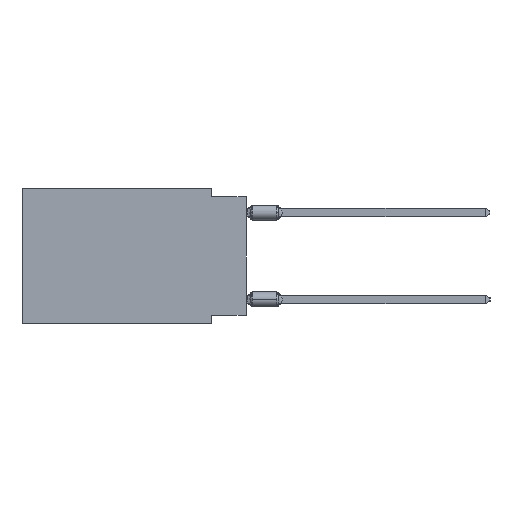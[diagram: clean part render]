
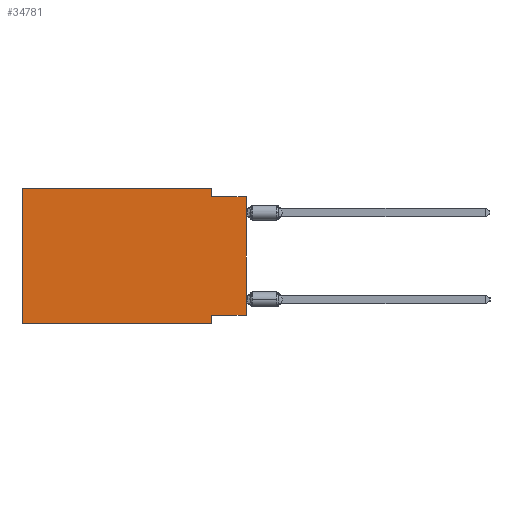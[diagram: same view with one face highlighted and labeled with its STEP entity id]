
A CAD part, left-side view. The second image highlights one B-rep face of the part: STEP entity #34781.
In plain terms, the highlighted planar face has unit normal (-1, 0, 0).
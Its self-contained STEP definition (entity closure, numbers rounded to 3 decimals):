
#1597 = DIRECTION ( 'NONE',  ( 0., 0., -1. ) ) ;
#1695 = EDGE_CURVE ( 'NONE', #12364, #4419, #21168, .T. ) ;
#2549 = VECTOR ( 'NONE', #26105, 1000. ) ;
#3954 = VECTOR ( 'NONE', #24554, 1000. ) ;
#4043 = CARTESIAN_POINT ( 'NONE',  ( 0., 16.383, 0. ) ) ;
#4376 = CARTESIAN_POINT ( 'NONE',  ( 0., 0., -0.635 ) ) ;
#4419 = VERTEX_POINT ( 'NONE', #25816 ) ;
#4615 = ORIENTED_EDGE ( 'NONE', *, *, #1695, .F. ) ;
#4813 = CARTESIAN_POINT ( 'NONE',  ( 0., 2.54, 0. ) ) ;
#4855 = VECTOR ( 'NONE', #27295, 1000. ) ;
#5907 = VECTOR ( 'NONE', #9462, 1000. ) ;
#5951 = DIRECTION ( 'NONE',  ( 0., 0., -1. ) ) ;
#6416 = EDGE_CURVE ( 'NONE', #22959, #9699, #10820, .T. ) ;
#6860 = DIRECTION ( 'NONE',  ( 0., 0., -1. ) ) ;
#6892 = CARTESIAN_POINT ( 'NONE',  ( 0., 0., -0.635 ) ) ;
#7689 = LINE ( 'NONE', #32479, #2549 ) ;
#8136 = CARTESIAN_POINT ( 'NONE',  ( 0., 0., 0. ) ) ;
#8171 = DIRECTION ( 'NONE',  ( 0., -1., 0. ) ) ;
#8865 = LINE ( 'NONE', #33270, #5907 ) ;
#9095 = EDGE_CURVE ( 'NONE', #27292, #4419, #7689, .T. ) ;
#9462 = DIRECTION ( 'NONE',  ( 0., -1., 0. ) ) ;
#9699 = VERTEX_POINT ( 'NONE', #30581 ) ;
#9714 = VECTOR ( 'NONE', #35923, 1000. ) ;
#10820 = LINE ( 'NONE', #4813, #39497 ) ;
#11223 = EDGE_CURVE ( 'NONE', #14702, #12364, #12937, .T. ) ;
#12364 = VERTEX_POINT ( 'NONE', #39570 ) ;
#12761 = VERTEX_POINT ( 'NONE', #32712 ) ;
#12878 = VERTEX_POINT ( 'NONE', #6892 ) ;
#12937 = LINE ( 'NONE', #21934, #3954 ) ;
#13655 = FACE_OUTER_BOUND ( 'NONE', #24728, .T. ) ;
#14702 = VERTEX_POINT ( 'NONE', #18026 ) ;
#15503 = EDGE_CURVE ( 'NONE', #27292, #12761, #36481, .T. ) ;
#16431 = ORIENTED_EDGE ( 'NONE', *, *, #11223, .F. ) ;
#17514 = AXIS2_PLACEMENT_3D ( 'NONE', #4043, #22266, #6860 ) ;
#17727 = ORIENTED_EDGE ( 'NONE', *, *, #9095, .T. ) ;
#17904 = CARTESIAN_POINT ( 'NONE',  ( 0., 2.54, 0. ) ) ;
#18026 = CARTESIAN_POINT ( 'NONE',  ( 0., 0., -9.271 ) ) ;
#18480 = CARTESIAN_POINT ( 'NONE',  ( 0., 16.383, 0. ) ) ;
#19735 = EDGE_CURVE ( 'NONE', #9699, #12878, #38191, .T. ) ;
#20034 = VECTOR ( 'NONE', #5951, 1000. ) ;
#20531 = LINE ( 'NONE', #8136, #9714 ) ;
#21168 = LINE ( 'NONE', #33365, #20034 ) ;
#21934 = CARTESIAN_POINT ( 'NONE',  ( 0., 0., -9.271 ) ) ;
#22266 = DIRECTION ( 'NONE',  ( 1., 0., 0. ) ) ;
#22959 = VERTEX_POINT ( 'NONE', #17904 ) ;
#24554 = DIRECTION ( 'NONE',  ( 0., 1., 0. ) ) ;
#24728 = EDGE_LOOP ( 'NONE', ( #31953, #39448, #25364, #32762, #34666, #17727, #4615, #16431 ) ) ;
#25364 = ORIENTED_EDGE ( 'NONE', *, *, #6416, .F. ) ;
#25816 = CARTESIAN_POINT ( 'NONE',  ( 0., 2.54, -9.906 ) ) ;
#26105 = DIRECTION ( 'NONE',  ( 0., -1., 0. ) ) ;
#27292 = VERTEX_POINT ( 'NONE', #37880 ) ;
#27295 = DIRECTION ( 'NONE',  ( 0., 0., 1. ) ) ;
#30581 = CARTESIAN_POINT ( 'NONE',  ( 0., 2.54, -0.635 ) ) ;
#31799 = VECTOR ( 'NONE', #8171, 1000. ) ;
#31953 = ORIENTED_EDGE ( 'NONE', *, *, #32799, .T. ) ;
#32479 = CARTESIAN_POINT ( 'NONE',  ( 0., 16.383, -9.906 ) ) ;
#32712 = CARTESIAN_POINT ( 'NONE',  ( 0., 16.383, 0. ) ) ;
#32762 = ORIENTED_EDGE ( 'NONE', *, *, #33307, .F. ) ;
#32799 = EDGE_CURVE ( 'NONE', #14702, #12878, #20531, .T. ) ;
#33270 = CARTESIAN_POINT ( 'NONE',  ( 0., 16.383, 0. ) ) ;
#33307 = EDGE_CURVE ( 'NONE', #12761, #22959, #8865, .T. ) ;
#33365 = CARTESIAN_POINT ( 'NONE',  ( 0., 2.54, -9.906 ) ) ;
#34666 = ORIENTED_EDGE ( 'NONE', *, *, #15503, .F. ) ;
#34781 = ADVANCED_FACE ( 'NONE', ( #13655 ), #35042, .F. ) ;
#35042 = PLANE ( 'NONE',  #17514 ) ;
#35923 = DIRECTION ( 'NONE',  ( 0., 0., 1. ) ) ;
#36481 = LINE ( 'NONE', #18480, #4855 ) ;
#37880 = CARTESIAN_POINT ( 'NONE',  ( 0., 16.383, -9.906 ) ) ;
#38191 = LINE ( 'NONE', #4376, #31799 ) ;
#39448 = ORIENTED_EDGE ( 'NONE', *, *, #19735, .F. ) ;
#39497 = VECTOR ( 'NONE', #1597, 1000. ) ;
#39570 = CARTESIAN_POINT ( 'NONE',  ( 0., 2.54, -9.271 ) ) ;
